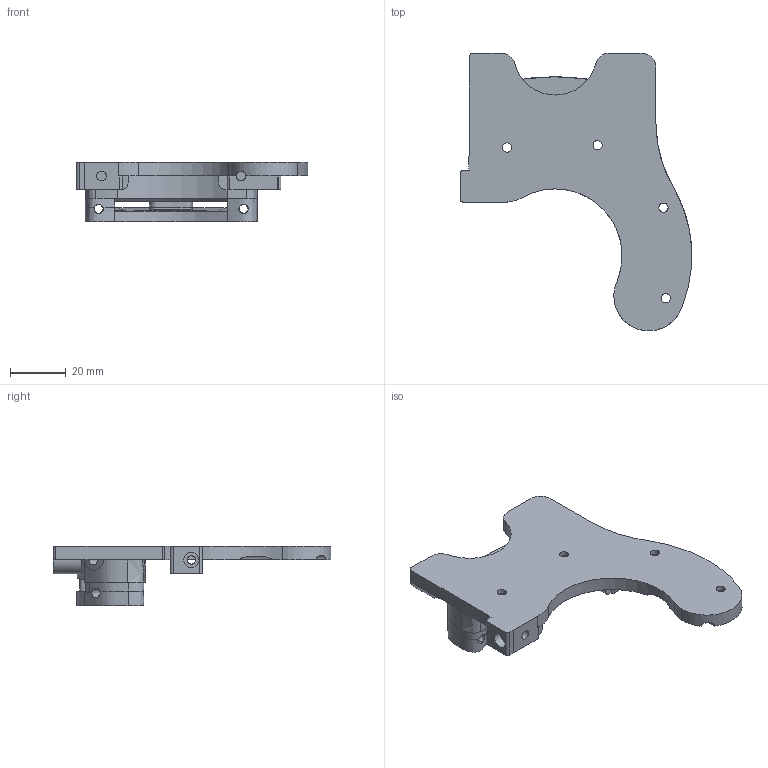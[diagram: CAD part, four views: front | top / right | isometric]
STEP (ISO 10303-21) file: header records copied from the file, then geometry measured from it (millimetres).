
FILE_DESCRIPTION(/* description */ ('','CAx-IF Rec.Pracs.---Representation and Presentation of Product Manufacturing Information (PMI)---4.0---2014-10-13'),/* implementation_level */ '2;1');
FILE_NAME(/* name */ 'Assembly_Top v1.step',/* time_stamp */ '2024-12-05T14:01:55+01:00',/* author */ (''),/* organization */ (''),/* preprocessor_version */ 'ST-DEVELOPER v20',/* originating_system */ 'Autodesk Translation Framework v13.20.0.188',/* authorisation */ '');
FILE_SCHEMA (('AP242_MANAGED_MODEL_BASED_3D_ENGINEERING_MIM_LF { 1 0 10303 442 1 1 4 }'));
Length unit declared in the file: millimetre
Products named in the file (4): Assembly_Top; Top_clip_outer; Top_clip_inner; Stator_plate
Assembly tree (3 placements, depth 2):
  Assembly_Top
    Top_clip_outer
    Top_clip_inner
    Stator_plate
Bounding box: 82.97 x 99.56 x 21.5 mm (x, y, z)
Volume: 37990.3 mm3; surface area: 21622.9 mm2
Topology: 3 solids, 4 shells, 182 faces, 512 edges, 339 vertices
Faces by surface type: plane 85, cylinder 60, bspline 36, cone 1
Full cylindrical faces by diameter (mm): 3 x4, 3.3 x8, 3.5 x6, 5.5 x7, 7.5 x1, 8 x1
Entity records: 8382 total; most frequent: CARTESIAN_POINT 3746, ORIENTED_EDGE 1024, DIRECTION 816, EDGE_CURVE 512, VERTEX_POINT 339, AXIS2_PLACEMENT_3D 285, LINE 246, VECTOR 246
